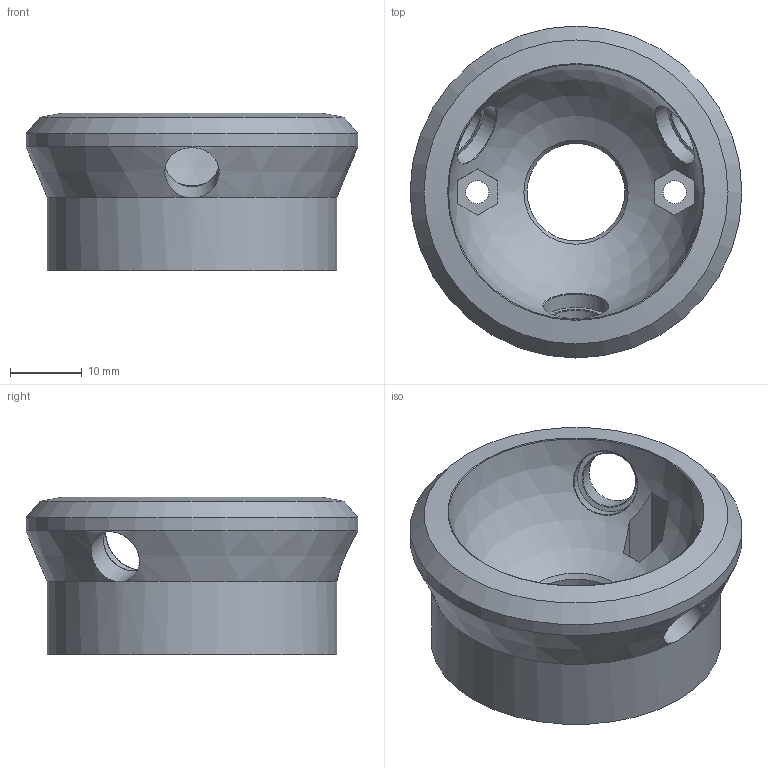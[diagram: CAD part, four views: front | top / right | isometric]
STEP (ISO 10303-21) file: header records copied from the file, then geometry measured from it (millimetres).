
FILE_DESCRIPTION(/* description */ (''),/* implementation_level */ '2;1');
FILE_NAME(/* name */ 'Trackball Mount Semi.step',/* time_stamp */ '2023-08-02T14:18:45+01:00',/* author */ (''),/* organization */ (''),/* preprocessor_version */ 'ST-DEVELOPER v20',/* originating_system */ 'Autodesk Translation Framework v12.9.0.99',/* authorisation */ '');
FILE_SCHEMA (('AUTOMOTIVE_DESIGN { 1 0 10303 214 3 1 1 }'));
Length unit declared in the file: millimetre
Products named in the file (1): Trackball Mount Semi
Bounding box: 46.4 x 46.4 x 22.07 mm (x, y, z)
Volume: 16589.9 mm3; surface area: 7272.6 mm2
Topology: 1 solids, 1 shells, 59 faces, 154 edges, 98 vertices
Faces by surface type: plane 27, cylinder 15, cone 9, bspline 6, sphere 1, torus 1
Full cylindrical faces by diameter (mm): 3.2 x2, 7.6 x3, 9.1 x3, 13.647 x1, 40.5 x1, 46.4 x1
Entity records: 2310 total; most frequent: CARTESIAN_POINT 795, DIRECTION 312, ORIENTED_EDGE 308, EDGE_CURVE 154, AXIS2_PLACEMENT_3D 122, VERTEX_POINT 98, EDGE_LOOP 72, LINE 68
